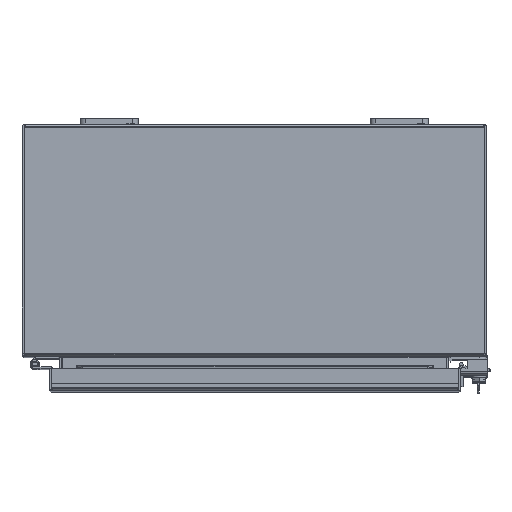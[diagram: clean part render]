
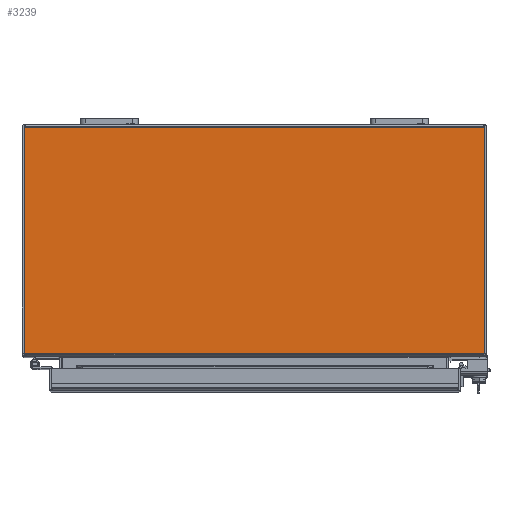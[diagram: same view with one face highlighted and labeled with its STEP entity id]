
A CAD part, top view. The second image highlights one B-rep face of the part: STEP entity #3239.
In plain terms, the highlighted planar face has unit normal (0, 0, 1).
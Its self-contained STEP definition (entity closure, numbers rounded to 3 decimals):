
#775 = ORIENTED_EDGE ( 'NONE', *, *, #20881, .T. ) ;
#3239 = ADVANCED_FACE ( 'NONE', ( #34010 ), #13500, .T. ) ;
#3580 = VERTEX_POINT ( 'NONE', #4342 ) ;
#4342 = CARTESIAN_POINT ( 'NONE',  ( -7.928, -0.108, 15. ) ) ;
#8733 = CARTESIAN_POINT ( 'NONE',  ( 7.928, -7.892, 15. ) ) ;
#12029 = ORIENTED_EDGE ( 'NONE', *, *, #21522, .F. ) ;
#12910 = CARTESIAN_POINT ( 'NONE',  ( 7.892, -0.062, 15. ) ) ;
#13500 = PLANE ( 'NONE',  #18150 ) ;
#14168 = LINE ( 'NONE', #24370, #16839 ) ;
#16803 = EDGE_CURVE ( 'NONE', #38520, #36860, #25819, .T. ) ;
#16839 = VECTOR ( 'NONE', #18445, 39.37 ) ;
#17333 = VECTOR ( 'NONE', #25844, 39.37 ) ;
#17881 = LINE ( 'NONE', #30096, #28702 ) ;
#18150 = AXIS2_PLACEMENT_3D ( 'NONE', #12910, #25558, #37572 ) ;
#18423 = ORIENTED_EDGE ( 'NONE', *, *, #30565, .T. ) ;
#18445 = DIRECTION ( 'NONE',  ( -1., 0., 0. ) ) ;
#18480 = CARTESIAN_POINT ( 'NONE',  ( 7.928, -0.108, 15. ) ) ;
#19732 = CARTESIAN_POINT ( 'NONE',  ( -7.928, 39.37, 15. ) ) ;
#20881 = EDGE_CURVE ( 'NONE', #3580, #38520, #22489, .T. ) ;
#21167 = VECTOR ( 'NONE', #35255, 39.37 ) ;
#21522 = EDGE_CURVE ( 'NONE', #28280, #36860, #17881, .T. ) ;
#22489 = LINE ( 'NONE', #19732, #17333 ) ;
#23248 = CARTESIAN_POINT ( 'NONE',  ( 7.892, -7.892, 15. ) ) ;
#24370 = CARTESIAN_POINT ( 'NONE',  ( 7.892, -0.108, 15. ) ) ;
#25558 = DIRECTION ( 'NONE',  ( 0., 0., 1. ) ) ;
#25819 = LINE ( 'NONE', #23248, #21167 ) ;
#25844 = DIRECTION ( 'NONE',  ( 0., -1., 0. ) ) ;
#28280 = VERTEX_POINT ( 'NONE', #18480 ) ;
#28702 = VECTOR ( 'NONE', #32853, 39.37 ) ;
#30096 = CARTESIAN_POINT ( 'NONE',  ( 7.928, 39.37, 15. ) ) ;
#30565 = EDGE_CURVE ( 'NONE', #28280, #3580, #14168, .T. ) ;
#31950 = EDGE_LOOP ( 'NONE', ( #18423, #775, #34548, #12029 ) ) ;
#32853 = DIRECTION ( 'NONE',  ( 0., -1., 0. ) ) ;
#33928 = CARTESIAN_POINT ( 'NONE',  ( -7.928, -7.892, 15. ) ) ;
#34010 = FACE_OUTER_BOUND ( 'NONE', #31950, .T. ) ;
#34548 = ORIENTED_EDGE ( 'NONE', *, *, #16803, .T. ) ;
#35255 = DIRECTION ( 'NONE',  ( 1., 0., 0. ) ) ;
#36860 = VERTEX_POINT ( 'NONE', #8733 ) ;
#37572 = DIRECTION ( 'NONE',  ( 0., -1., 0. ) ) ;
#38520 = VERTEX_POINT ( 'NONE', #33928 ) ;
